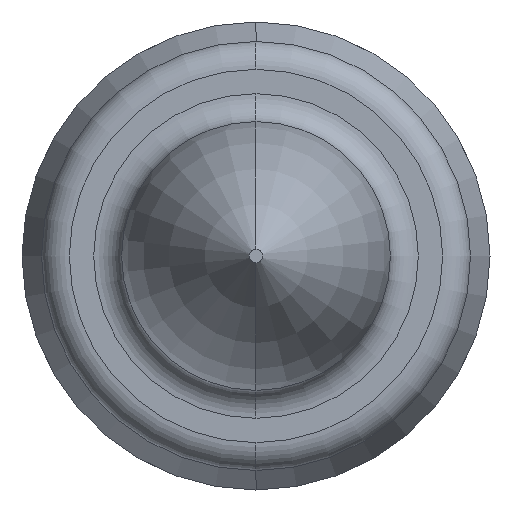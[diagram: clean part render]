
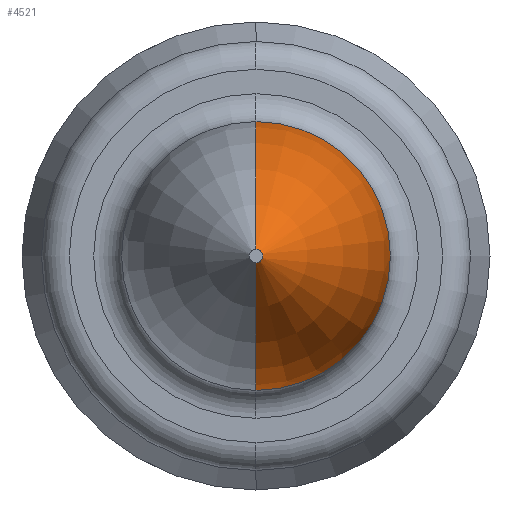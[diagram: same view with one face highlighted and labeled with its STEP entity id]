
A CAD part, front view. The second image highlights one B-rep face of the part: STEP entity #4521.
In plain terms, the highlighted toroidal (fillet/blend) face has major radius 0.644 mm and minor radius 0.889 mm.
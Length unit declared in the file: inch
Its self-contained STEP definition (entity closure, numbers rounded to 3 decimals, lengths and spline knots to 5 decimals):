
#69 = CIRCLE ( 'NONE', #2978, 0.00965 ) ;
#79 = AXIS2_PLACEMENT_3D ( 'NONE', #1609, #1010, #1044 ) ;
#92 = TOROIDAL_SURFACE ( 'NONE', #2343, -0.02535, 0.035 ) ;
#738 = AXIS2_PLACEMENT_3D ( 'NONE', #3941, #4109, #4154 ) ;
#764 = CARTESIAN_POINT ( 'NONE',  ( 0., -0.15419, 0. ) ) ;
#867 = EDGE_CURVE ( 'NONE', #3752, #2094, #69, .T. ) ;
#1010 = DIRECTION ( 'NONE',  ( 0., -1., 0. ) ) ;
#1037 = CARTESIAN_POINT ( 'NONE',  ( 0., -0.17779, 0.0005 ) ) ;
#1044 = DIRECTION ( 'NONE',  ( 0., 0., 1. ) ) ;
#1487 = VERTEX_POINT ( 'NONE', #1037 ) ;
#1604 = EDGE_LOOP ( 'NONE', ( #2740, #2684, #4420, #2679 ) ) ;
#1609 = CARTESIAN_POINT ( 'NONE',  ( 0., -0.17779, 0. ) ) ;
#1730 = EDGE_CURVE ( 'NONE', #3752, #2901, #3035, .T. ) ;
#1811 = CIRCLE ( 'NONE', #738, 0.035 ) ;
#1841 = AXIS2_PLACEMENT_3D ( 'NONE', #2107, #2123, #2127 ) ;
#1878 = DIRECTION ( 'NONE',  ( 0., -1., 0. ) ) ;
#2094 = VERTEX_POINT ( 'NONE', #3196 ) ;
#2107 = CARTESIAN_POINT ( 'NONE',  ( 0., -0.15419, 0.02535 ) ) ;
#2108 = CARTESIAN_POINT ( 'NONE',  ( 0., -0.17779, -0.0005 ) ) ;
#2123 = DIRECTION ( 'NONE',  ( -1., 0., 0. ) ) ;
#2127 = DIRECTION ( 'NONE',  ( 0., 0., 1. ) ) ;
#2343 = AXIS2_PLACEMENT_3D ( 'NONE', #764, #1878, #4294 ) ;
#2442 = EDGE_CURVE ( 'NONE', #2094, #1487, #1811, .T. ) ;
#2480 = CARTESIAN_POINT ( 'NONE',  ( 0., -0.15419, 0. ) ) ;
#2500 = DIRECTION ( 'NONE',  ( 0., -1., 0. ) ) ;
#2518 = DIRECTION ( 'NONE',  ( 0., 0., 1. ) ) ;
#2612 = CARTESIAN_POINT ( 'NONE',  ( 0., -0.15419, -0.00965 ) ) ;
#2661 = EDGE_CURVE ( 'NONE', #2901, #1487, #2691, .T. ) ;
#2679 = ORIENTED_EDGE ( 'NONE', *, *, #2661, .F. ) ;
#2684 = ORIENTED_EDGE ( 'NONE', *, *, #867, .T. ) ;
#2691 = CIRCLE ( 'NONE', #79, 0.0005 ) ;
#2740 = ORIENTED_EDGE ( 'NONE', *, *, #1730, .F. ) ;
#2901 = VERTEX_POINT ( 'NONE', #2108 ) ;
#2978 = AXIS2_PLACEMENT_3D ( 'NONE', #2480, #2500, #2518 ) ;
#3035 = CIRCLE ( 'NONE', #1841, 0.035 ) ;
#3196 = CARTESIAN_POINT ( 'NONE',  ( 0., -0.15419, 0.00965 ) ) ;
#3752 = VERTEX_POINT ( 'NONE', #2612 ) ;
#3941 = CARTESIAN_POINT ( 'NONE',  ( 0., -0.15419, -0.02535 ) ) ;
#4109 = DIRECTION ( 'NONE',  ( 1., 0., 0. ) ) ;
#4154 = DIRECTION ( 'NONE',  ( 0., 1., 0. ) ) ;
#4196 = FACE_OUTER_BOUND ( 'NONE', #1604, .T. ) ;
#4294 = DIRECTION ( 'NONE',  ( 0., 0., 1. ) ) ;
#4420 = ORIENTED_EDGE ( 'NONE', *, *, #2442, .T. ) ;
#4521 = ADVANCED_FACE ( 'NONE', ( #4196 ), #92, .T. ) ;
